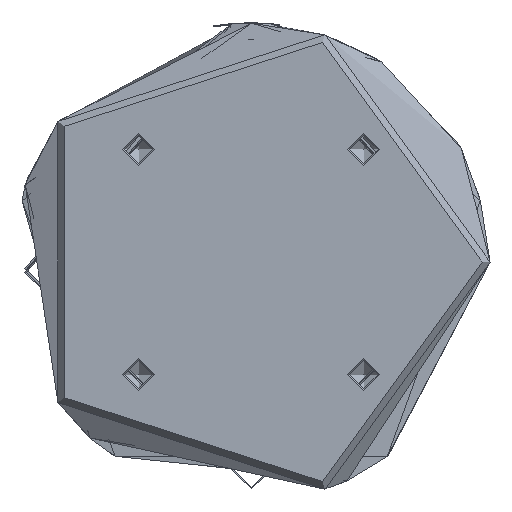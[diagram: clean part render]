
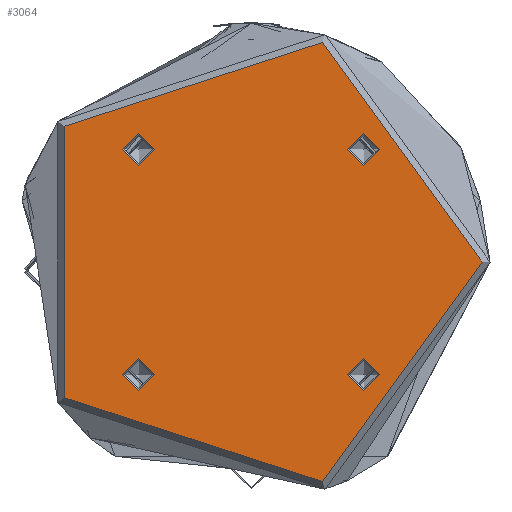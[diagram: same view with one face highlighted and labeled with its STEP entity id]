
A CAD part, front view. The second image highlights one B-rep face of the part: STEP entity #3064.
In plain terms, the highlighted face is planar.
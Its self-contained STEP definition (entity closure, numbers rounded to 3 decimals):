
#67 = CARTESIAN_POINT ( 'NONE',  ( -30.33, -35.355, 0. ) ) ;
#353 = EDGE_LOOP ( 'NONE', ( #3037 ) ) ;
#420 = ORIENTED_EDGE ( 'NONE', *, *, #3076, .F. ) ;
#528 = CIRCLE ( 'NONE', #2849, 5.025 ) ;
#916 = CARTESIAN_POINT ( 'NONE',  ( 40.38, 35.355, 0. ) ) ;
#932 = CARTESIAN_POINT ( 'NONE',  ( -30.33, 35.355, 0. ) ) ;
#969 = DIRECTION ( 'NONE',  ( 0., 0., 1. ) ) ;
#1018 = EDGE_LOOP ( 'NONE', ( #420 ) ) ;
#1017 = AXIS2_PLACEMENT_3D ( 'NONE', #3513, #969, #3950 ) ;
#1019 = CIRCLE ( 'NONE', #1017, 5.025 ) ;
#1087 = FACE_BOUND ( 'NONE', #2709, .T. ) ;
#1150 = FACE_BOUND ( 'NONE', #1018, .T. ) ;
#1161 = FACE_BOUND ( 'NONE', #1433, .T. ) ;
#1287 = FACE_BOUND ( 'NONE', #353, .T. ) ;
#1294 = FACE_OUTER_BOUND ( 'NONE', #4723, .T. ) ;
#1346 = CARTESIAN_POINT ( 'NONE',  ( 72.5, 0., 0. ) ) ;
#1394 = AXIS2_PLACEMENT_3D ( 'NONE', #2008, #5008, #2442 ) ;
#1433 = EDGE_LOOP ( 'NONE', ( #4017 ) ) ;
#1442 = EDGE_CURVE ( 'NONE', #1605, #1605, #1803, .T. ) ;
#1512 = CARTESIAN_POINT ( 'NONE',  ( 35.355, 35.355, 0. ) ) ;
#1605 = VERTEX_POINT ( 'NONE', #916 ) ;
#1796 = DIRECTION ( 'NONE',  ( 0., 0., 1. ) ) ;
#1803 = CIRCLE ( 'NONE', #3403, 5.025 ) ;
#1815 = CARTESIAN_POINT ( 'NONE',  ( 0., 0., 0. ) ) ;
#1877 = AXIS2_PLACEMENT_3D ( 'NONE', #1815, #4821, #2241 ) ;
#1930 = EDGE_CURVE ( 'NONE', #5575, #5575, #4222, .T. ) ;
#1931 = DIRECTION ( 'NONE',  ( 1., 0., 0. ) ) ;
#2008 = CARTESIAN_POINT ( 'NONE',  ( -35.355, 35.355, 0. ) ) ;
#2075 = DIRECTION ( 'NONE',  ( 0., 0., 1. ) ) ;
#2202 = PLANE ( 'NONE',  #1877 ) ;
#2241 = DIRECTION ( 'NONE',  ( -1., 0., 0. ) ) ;
#2442 = DIRECTION ( 'NONE',  ( 1., 0., 0. ) ) ;
#2709 = EDGE_LOOP ( 'NONE', ( #3976 ) ) ;
#2849 = AXIS2_PLACEMENT_3D ( 'NONE', #4650, #2075, #5080 ) ;
#3037 = ORIENTED_EDGE ( 'NONE', *, *, #5100, .F. ) ;
#3064 = ADVANCED_FACE ( 'NONE', ( #1161, #1087, #1287, #1150, #1294 ), #2202, .F. ) ;
#3076 = EDGE_CURVE ( 'NONE', #4641, #4641, #1019, .T. ) ;
#3403 = AXIS2_PLACEMENT_3D ( 'NONE', #1512, #4502, #1931 ) ;
#3513 = CARTESIAN_POINT ( 'NONE',  ( -35.355, -35.355, 0. ) ) ;
#3591 = AXIS2_PLACEMENT_3D ( 'NONE', #4349, #1796, #4794 ) ;
#3826 = EDGE_CURVE ( 'NONE', #5230, #5230, #4847, .T. ) ;
#3950 = DIRECTION ( 'NONE',  ( 1., 0., 0. ) ) ;
#3976 = ORIENTED_EDGE ( 'NONE', *, *, #1442, .F. ) ;
#4017 = ORIENTED_EDGE ( 'NONE', *, *, #3826, .F. ) ;
#4222 = CIRCLE ( 'NONE', #3591, 72.5 ) ;
#4349 = CARTESIAN_POINT ( 'NONE',  ( 0., 0., 0. ) ) ;
#4502 = DIRECTION ( 'NONE',  ( 0., 0., 1. ) ) ;
#4641 = VERTEX_POINT ( 'NONE', #67 ) ;
#4650 = CARTESIAN_POINT ( 'NONE',  ( 35.355, -35.355, 0. ) ) ;
#4723 = EDGE_LOOP ( 'NONE', ( #4725 ) ) ;
#4725 = ORIENTED_EDGE ( 'NONE', *, *, #1930, .T. ) ;
#4794 = DIRECTION ( 'NONE',  ( 1., 0., 0. ) ) ;
#4821 = DIRECTION ( 'NONE',  ( 0., 0., -1. ) ) ;
#4829 = VERTEX_POINT ( 'NONE', #5231 ) ;
#4847 = CIRCLE ( 'NONE', #1394, 5.025 ) ;
#5008 = DIRECTION ( 'NONE',  ( 0., 0., 1. ) ) ;
#5080 = DIRECTION ( 'NONE',  ( 1., 0., 0. ) ) ;
#5100 = EDGE_CURVE ( 'NONE', #4829, #4829, #528, .T. ) ;
#5230 = VERTEX_POINT ( 'NONE', #932 ) ;
#5231 = CARTESIAN_POINT ( 'NONE',  ( 40.38, -35.355, 0. ) ) ;
#5575 = VERTEX_POINT ( 'NONE', #1346 ) ;
